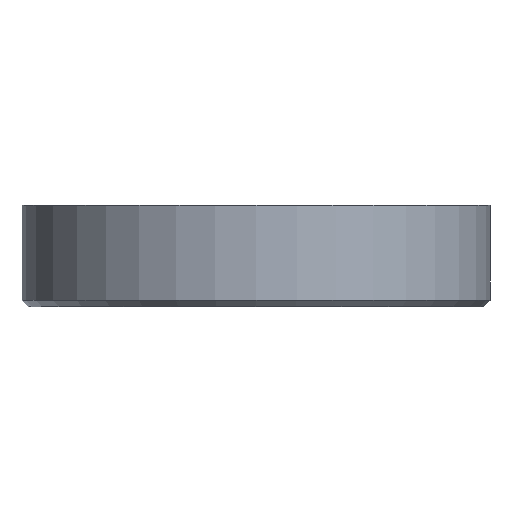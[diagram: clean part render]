
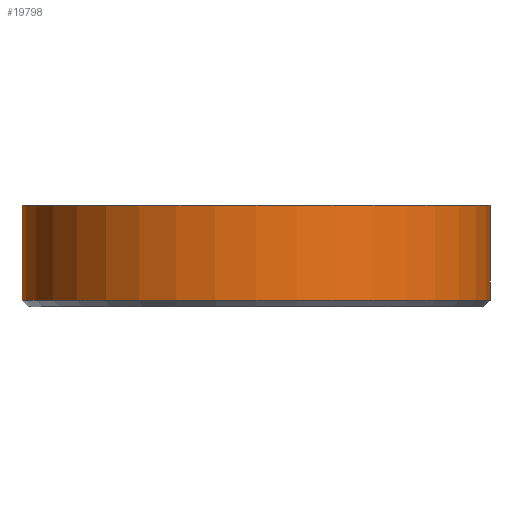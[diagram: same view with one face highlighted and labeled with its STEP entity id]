
A CAD part, front view. The second image highlights one B-rep face of the part: STEP entity #19798.
In plain terms, the highlighted cylindrical face has radius 71.5 mm (diameter 143 mm), a partial arc.
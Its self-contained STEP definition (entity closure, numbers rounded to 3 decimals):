
#747 = CARTESIAN_POINT ( 'NONE',  ( 71.5, 0., 31. ) ) ;
#2116 = FACE_OUTER_BOUND ( 'NONE', #14533, .T. ) ;
#2169 = VERTEX_POINT ( 'NONE', #13472 ) ;
#2340 = VECTOR ( 'NONE', #3086, 1000. ) ;
#2482 = AXIS2_PLACEMENT_3D ( 'NONE', #5147, #11220, #18932 ) ;
#3086 = DIRECTION ( 'NONE',  ( 0., 0., -1. ) ) ;
#3131 = CARTESIAN_POINT ( 'NONE',  ( 0., 0., 31. ) ) ;
#3384 = DIRECTION ( 'NONE',  ( 0., 0., 1. ) ) ;
#3527 = EDGE_CURVE ( 'NONE', #17151, #21260, #14348, .T. ) ;
#4608 = CARTESIAN_POINT ( 'NONE',  ( -71.5, 0., 31. ) ) ;
#4725 = VECTOR ( 'NONE', #16311, 1000. ) ;
#4862 = EDGE_CURVE ( 'NONE', #24951, #2169, #18087, .T. ) ;
#5147 = CARTESIAN_POINT ( 'NONE',  ( 0., 0., 2. ) ) ;
#6029 = CARTESIAN_POINT ( 'NONE',  ( 0., 0., 31. ) ) ;
#6290 = DIRECTION ( 'NONE',  ( -1., 0., 0. ) ) ;
#6628 = EDGE_CURVE ( 'NONE', #21260, #2169, #13395, .T. ) ;
#7048 = DIRECTION ( 'NONE',  ( 1., 0., 0. ) ) ;
#7580 = ORIENTED_EDGE ( 'NONE', *, *, #14549, .F. ) ;
#7926 = DIRECTION ( 'NONE',  ( 0., 0., -1. ) ) ;
#8117 = ORIENTED_EDGE ( 'NONE', *, *, #6628, .T. ) ;
#9730 = ORIENTED_EDGE ( 'NONE', *, *, #4862, .F. ) ;
#11220 = DIRECTION ( 'NONE',  ( 0., 0., 1. ) ) ;
#12565 = CIRCLE ( 'NONE', #19855, 71.5 ) ;
#13395 = CIRCLE ( 'NONE', #2482, 71.5 ) ;
#13472 = CARTESIAN_POINT ( 'NONE',  ( 71.5, 0., 2. ) ) ;
#14348 = LINE ( 'NONE', #4608, #2340 ) ;
#14533 = EDGE_LOOP ( 'NONE', ( #9730, #7580, #23347, #8117 ) ) ;
#14549 = EDGE_CURVE ( 'NONE', #17151, #24951, #12565, .T. ) ;
#16311 = DIRECTION ( 'NONE',  ( 0., 0., -1. ) ) ;
#16982 = CARTESIAN_POINT ( 'NONE',  ( -71.5, 0., 31. ) ) ;
#17151 = VERTEX_POINT ( 'NONE', #16982 ) ;
#17421 = CYLINDRICAL_SURFACE ( 'NONE', #20273, 71.5 ) ;
#18087 = LINE ( 'NONE', #747, #4725 ) ;
#18165 = CARTESIAN_POINT ( 'NONE',  ( -71.5, 0., 2. ) ) ;
#18932 = DIRECTION ( 'NONE',  ( 1., 0., 0. ) ) ;
#19798 = ADVANCED_FACE ( 'NONE', ( #2116 ), #17421, .T. ) ;
#19855 = AXIS2_PLACEMENT_3D ( 'NONE', #3131, #3384, #7048 ) ;
#20273 = AXIS2_PLACEMENT_3D ( 'NONE', #6029, #7926, #6290 ) ;
#20466 = CARTESIAN_POINT ( 'NONE',  ( 71.5, 0., 31. ) ) ;
#21260 = VERTEX_POINT ( 'NONE', #18165 ) ;
#23347 = ORIENTED_EDGE ( 'NONE', *, *, #3527, .T. ) ;
#24951 = VERTEX_POINT ( 'NONE', #20466 ) ;
